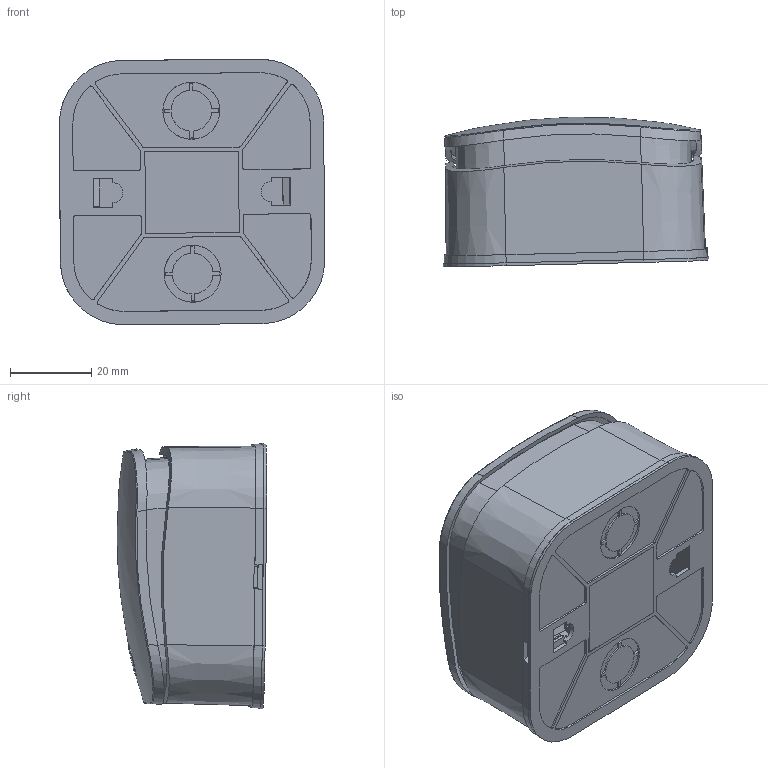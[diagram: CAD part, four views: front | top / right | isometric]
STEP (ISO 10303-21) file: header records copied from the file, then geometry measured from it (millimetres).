
FILE_DESCRIPTION (( 'STEP AP214' ), '1' );
FILE_NAME ('EVH11-K02-10(âûêë. 1-êë. ñ èíä.).STEP', '2024-10-28T08:44:18', ( '' ), ( '' ), 'SwSTEP 2.0', 'SolidWorks 2022', '' );
FILE_SCHEMA (( 'AUTOMOTIVE_DESIGN' ));
Length unit declared in the file: millimetre
Products named in the file (5): ____________.STEP; 73F-1 ________.STEP; EVH11-K02-10(выкл. 1-кл. с инд.); 73F-1 1__________.SLDASM.STEP; MANIFOLD_SOLID_BREP_388.STEP
Assembly tree (4 placements, depth 2):
  EVH11-K02-10(выкл. 1-кл. с инд.)
    73F-1 ________.STEP
    MANIFOLD_SOLID_BREP_388.STEP
    73F-1 1__________.SLDASM.STEP
    ____________.STEP
Bounding box: 65.15 x 36.71 x 65.17 mm (x, y, z)
Volume: 24022.8 mm3; surface area: 40887.7 mm2
Topology: 4 solids, 4 shells, 1229 faces, 3442 edges, 2276 vertices
Faces by surface type: plane 936, cone 131, cylinder 121, bspline 41
Entity records: 44496 total; most frequent: CARTESIAN_POINT 13634, ORIENTED_EDGE 6884, DIRECTION 5600, EDGE_CURVE 3442, VECTOR 2450, LINE 2450, VERTEX_POINT 2276, AXIS2_PLACEMENT_3D 1575
